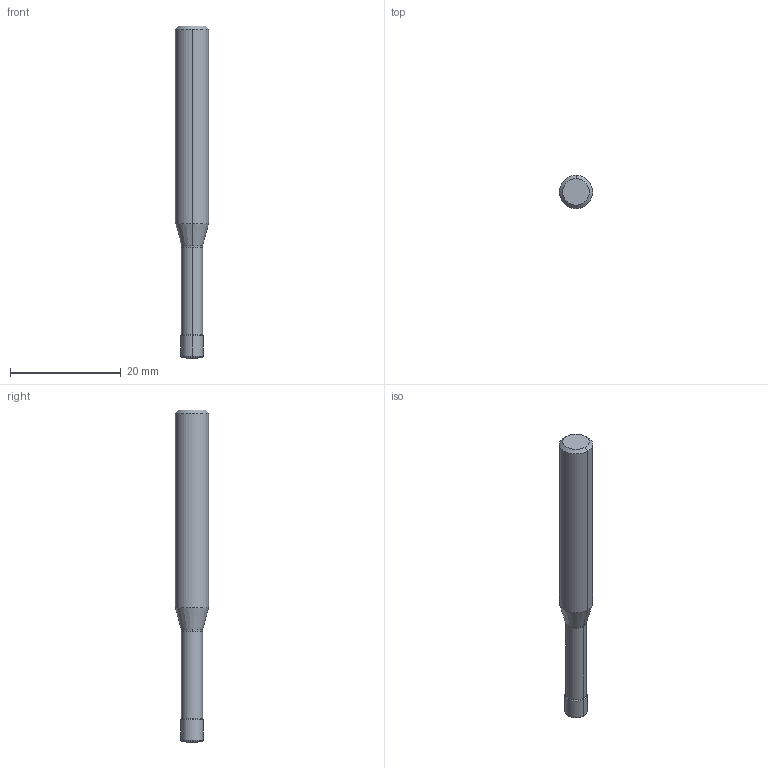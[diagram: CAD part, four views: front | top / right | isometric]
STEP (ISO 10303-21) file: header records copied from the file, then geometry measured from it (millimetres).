
FILE_DESCRIPTION(('STEP AP214'),'1');
FILE_NAME('e43E43.stp','2022-07-26T13:03:19',(' '),(' '),'Spatial InterOp 3D',' ',' ');
FILE_SCHEMA(('AUTOMOTIVE_DESIGN { 1 0 10303 214 1 1 1 1 }'));
Length unit declared in the file: millimetre
Products named in the file (1): 1
Bounding box: 6 x 6 x 60 mm (x, y, z)
Volume: 1319 mm3; surface area: 1038.9 mm2
Topology: 2 solids, 2 shells, 22 faces, 67 edges, 50 vertices
Faces by surface type: cone 6, cylinder 6, torus 6, plane 4
Entity records: 978 total; most frequent: DIRECTION 161, CARTESIAN_POINT 128, ORIENTED_EDGE 102, AXIS2_PLACEMENT_3D 70, EDGE_CURVE 51, CIRCLE 42, VERTEX_POINT 33, STYLED_ITEM 25
